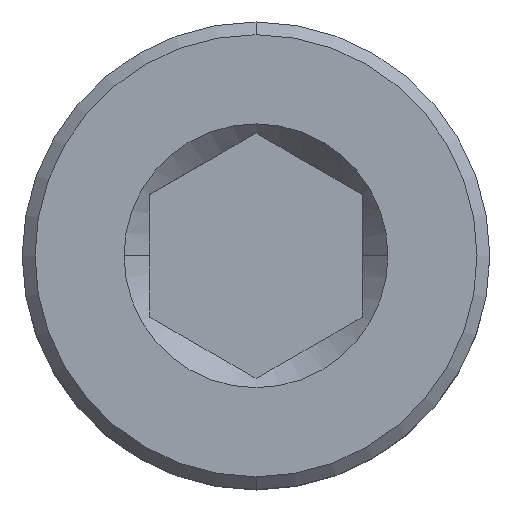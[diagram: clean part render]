
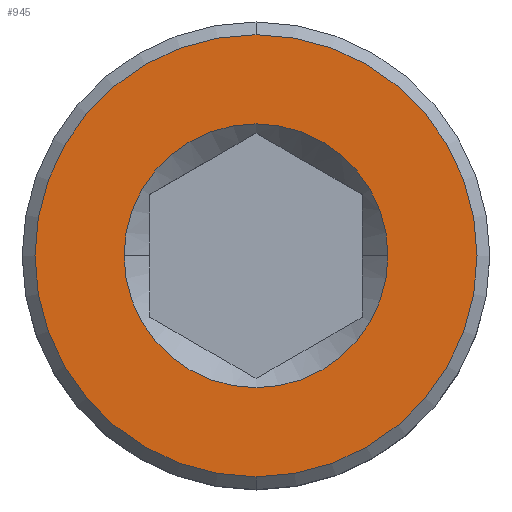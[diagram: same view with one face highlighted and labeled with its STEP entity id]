
A CAD part, top view. The second image highlights one B-rep face of the part: STEP entity #945.
In plain terms, the highlighted planar face has unit normal (0, 0, 1).
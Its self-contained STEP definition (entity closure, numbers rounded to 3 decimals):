
#55 = DIRECTION ( 'NONE',  ( 1., 0., 0. ) ) ;
#109 = AXIS2_PLACEMENT_3D ( 'NONE', #2184, #501, #706 ) ;
#234 = CARTESIAN_POINT ( 'NONE',  ( 0., -2.6, 4. ) ) ;
#236 = CARTESIAN_POINT ( 'NONE',  ( 0., 0., 4. ) ) ;
#266 = CIRCLE ( 'NONE', #2180, 1.552 ) ;
#294 = EDGE_LOOP ( 'NONE', ( #1095, #629 ) ) ;
#352 = FACE_OUTER_BOUND ( 'NONE', #424, .T. ) ;
#424 = EDGE_LOOP ( 'NONE', ( #524, #1831 ) ) ;
#435 = EDGE_CURVE ( 'NONE', #1533, #1154, #2288, .T. ) ;
#501 = DIRECTION ( 'NONE',  ( 0., 0., 1. ) ) ;
#513 = DIRECTION ( 'NONE',  ( 0., 0., -1. ) ) ;
#524 = ORIENTED_EDGE ( 'NONE', *, *, #1965, .F. ) ;
#530 = CARTESIAN_POINT ( 'NONE',  ( 0., 0., 4. ) ) ;
#601 = CIRCLE ( 'NONE', #2324, 1.552 ) ;
#629 = ORIENTED_EDGE ( 'NONE', *, *, #1612, .F. ) ;
#697 = PLANE ( 'NONE',  #109 ) ;
#706 = DIRECTION ( 'NONE',  ( 0., -1., 0. ) ) ;
#759 = CARTESIAN_POINT ( 'NONE',  ( 0., 2.6, 4. ) ) ;
#853 = AXIS2_PLACEMENT_3D ( 'NONE', #236, #1733, #1271 ) ;
#945 = ADVANCED_FACE ( 'NONE', ( #2678, #352 ), #697, .T. ) ;
#1095 = ORIENTED_EDGE ( 'NONE', *, *, #2318, .F. ) ;
#1154 = VERTEX_POINT ( 'NONE', #759 ) ;
#1167 = DIRECTION ( 'NONE',  ( 0., 1., 0. ) ) ;
#1271 = DIRECTION ( 'NONE',  ( 0., 1., 0. ) ) ;
#1323 = CARTESIAN_POINT ( 'NONE',  ( 0., 0., 4. ) ) ;
#1533 = VERTEX_POINT ( 'NONE', #234 ) ;
#1612 = EDGE_CURVE ( 'NONE', #2550, #2178, #601, .T. ) ;
#1617 = AXIS2_PLACEMENT_3D ( 'NONE', #530, #513, #1167 ) ;
#1733 = DIRECTION ( 'NONE',  ( 0., 0., -1. ) ) ;
#1741 = DIRECTION ( 'NONE',  ( 1., 0., 0. ) ) ;
#1831 = ORIENTED_EDGE ( 'NONE', *, *, #435, .F. ) ;
#1907 = DIRECTION ( 'NONE',  ( 0., 0., 1. ) ) ;
#1965 = EDGE_CURVE ( 'NONE', #1154, #1533, #2286, .T. ) ;
#1994 = DIRECTION ( 'NONE',  ( 0., 0., 1. ) ) ;
#2133 = CARTESIAN_POINT ( 'NONE',  ( 1.552, 0., 4. ) ) ;
#2178 = VERTEX_POINT ( 'NONE', #2133 ) ;
#2180 = AXIS2_PLACEMENT_3D ( 'NONE', #2361, #1907, #1741 ) ;
#2184 = CARTESIAN_POINT ( 'NONE',  ( 0., 0., 4. ) ) ;
#2230 = CARTESIAN_POINT ( 'NONE',  ( -1.552, 0., 4. ) ) ;
#2286 = CIRCLE ( 'NONE', #1617, 2.6 ) ;
#2288 = CIRCLE ( 'NONE', #853, 2.6 ) ;
#2318 = EDGE_CURVE ( 'NONE', #2178, #2550, #266, .T. ) ;
#2324 = AXIS2_PLACEMENT_3D ( 'NONE', #1323, #1994, #55 ) ;
#2361 = CARTESIAN_POINT ( 'NONE',  ( 0., 0., 4. ) ) ;
#2550 = VERTEX_POINT ( 'NONE', #2230 ) ;
#2678 = FACE_BOUND ( 'NONE', #294, .T. ) ;
